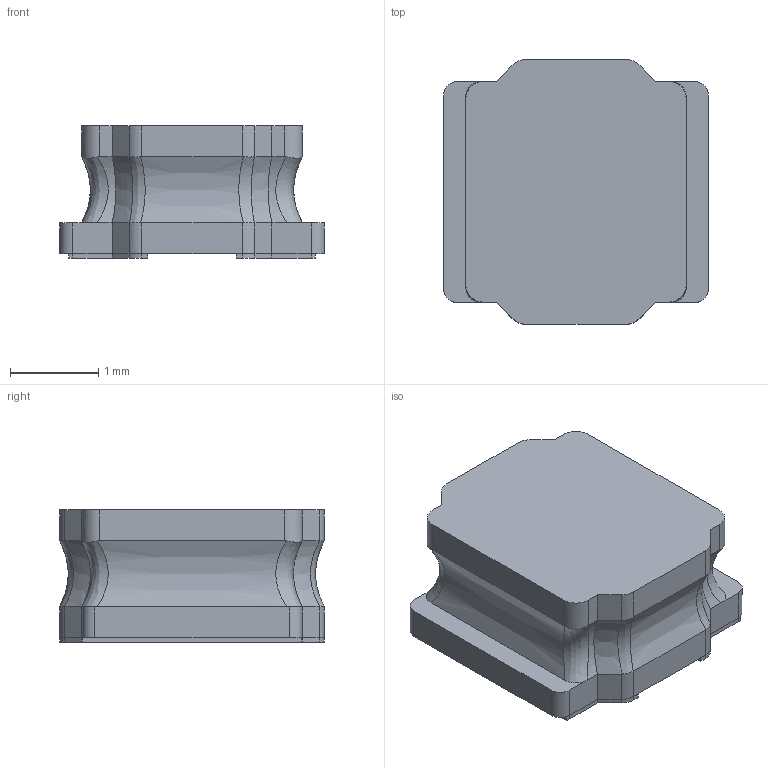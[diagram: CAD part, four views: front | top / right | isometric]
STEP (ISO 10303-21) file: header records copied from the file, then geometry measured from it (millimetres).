
FILE_DESCRIPTION (( 'STEP AP214' ), '1' );
FILE_NAME ('L_XND3030QK.STEP', '2022-04-14T02:53:50', ( '' ), ( '' ), 'SwSTEP 2.0', 'SolidWorks 2012', '' );
FILE_SCHEMA (( 'AUTOMOTIVE_DESIGN' ));
Length unit declared in the file: millimetre
Products named in the file (2): L_XND3030QK
Assembly tree (1 placements, depth 2):
  L_XND3030QK
    L_XND3030QK
Bounding box: 3 x 3 x 1.5 mm (x, y, z)
Volume: 10.3 mm3; surface area: 41.7 mm2
Topology: 3 solids, 3 shells, 92 faces, 246 edges, 160 vertices
Faces by surface type: plane 48, cylinder 24, bspline 20
Entity records: 4586 total; most frequent: CARTESIAN_POINT 1350, ORIENTED_EDGE 492, DIRECTION 374, EDGE_CURVE 246, VERTEX_POINT 160, LINE 150, VECTOR 150, AXIS2_PLACEMENT_3D 112
